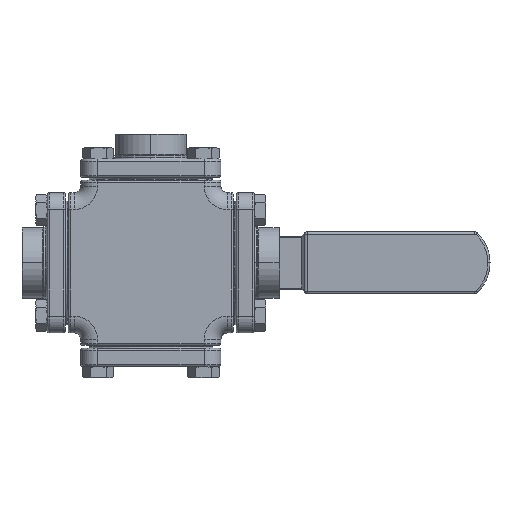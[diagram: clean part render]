
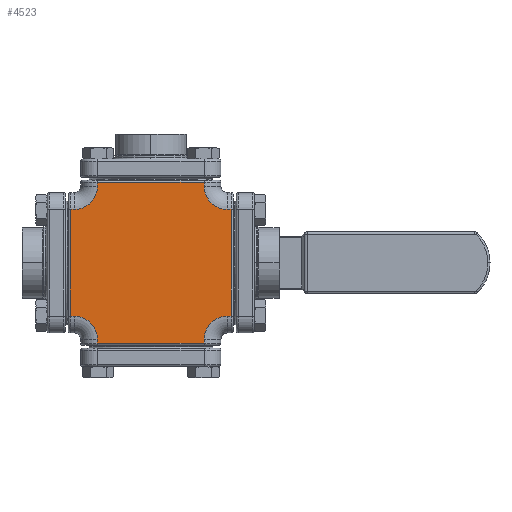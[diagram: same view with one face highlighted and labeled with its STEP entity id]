
A CAD part, front view. The second image highlights one B-rep face of the part: STEP entity #4523.
In plain terms, the highlighted planar face has unit normal (0, -1, 0).
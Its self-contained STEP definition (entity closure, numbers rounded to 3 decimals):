
#3364 = VERTEX_POINT ( 'NONE', #8292 ) ;
#3382 = VERTEX_POINT ( 'NONE', #8278 ) ;
#3393 = VERTEX_POINT ( 'NONE', #8271 ) ;
#3395 = VERTEX_POINT ( 'NONE', #8274 ) ;
#3396 = VERTEX_POINT ( 'NONE', #8269 ) ;
#3400 = VERTEX_POINT ( 'NONE', #8270 ) ;
#3409 = VERTEX_POINT ( 'NONE', #8261 ) ;
#3413 = VERTEX_POINT ( 'NONE', #8262 ) ;
#3415 = VERTEX_POINT ( 'NONE', #8257 ) ;
#3442 = VERTEX_POINT ( 'NONE', #8241 ) ;
#3444 = VERTEX_POINT ( 'NONE', #8244 ) ;
#3445 = VERTEX_POINT ( 'NONE', #8239 ) ;
#4523 = ADVANCED_FACE ( 'NONE', ( #18190 ), #12675, .F. ) ;
#5156 = EDGE_CURVE ( 'NONE', #26504, #26551, #18786, .T. ) ;
#5157 = EDGE_CURVE ( 'NONE', #26551, #3445, #18778, .T. ) ;
#5158 = EDGE_CURVE ( 'NONE', #3445, #26670, #18789, .T. ) ;
#5159 = EDGE_CURVE ( 'NONE', #26670, #3444, #18791, .T. ) ;
#5160 = EDGE_CURVE ( 'NONE', #3444, #3442, #18793, .T. ) ;
#5161 = EDGE_CURVE ( 'NONE', #3442, #26264, #18794, .T. ) ;
#5163 = EDGE_CURVE ( 'NONE', #26264, #3393, #18798, .T. ) ;
#5165 = EDGE_CURVE ( 'NONE', #3393, #3395, #18787, .T. ) ;
#5167 = EDGE_CURVE ( 'NONE', #3395, #3415, #18805, .T. ) ;
#5169 = EDGE_CURVE ( 'NONE', #3415, #3409, #18809, .T. ) ;
#5171 = EDGE_CURVE ( 'NONE', #3409, #3364, #18802, .T. ) ;
#5173 = EDGE_CURVE ( 'NONE', #3364, #3413, #18812, .T. ) ;
#5175 = EDGE_CURVE ( 'NONE', #3413, #3382, #18815, .T. ) ;
#5177 = EDGE_CURVE ( 'NONE', #3382, #3396, #18818, .T. ) ;
#5179 = EDGE_CURVE ( 'NONE', #3396, #3400, #18824, .T. ) ;
#5181 = EDGE_CURVE ( 'NONE', #3400, #26504, #6370, .T. ) ;
#6370 = CIRCLE ( 'NONE', #24315, 11. ) ;
#8239 = CARTESIAN_POINT ( 'NONE',  ( -25.5, -33.5, 38.4 ) ) ;
#8241 = CARTESIAN_POINT ( 'NONE',  ( -38.4, -33.5, 25.5 ) ) ;
#8244 = CARTESIAN_POINT ( 'NONE',  ( -36.5, -33.5, 25.5 ) ) ;
#8257 = CARTESIAN_POINT ( 'NONE',  ( -25.5, -33.5, -38.4 ) ) ;
#8261 = CARTESIAN_POINT ( 'NONE',  ( 25.5, -33.5, -38.4 ) ) ;
#8262 = CARTESIAN_POINT ( 'NONE',  ( 36.5, -33.5, -25.5 ) ) ;
#8269 = CARTESIAN_POINT ( 'NONE',  ( 38.4, -33.5, 25.5 ) ) ;
#8270 = CARTESIAN_POINT ( 'NONE',  ( 36.5, -33.5, 25.5 ) ) ;
#8271 = CARTESIAN_POINT ( 'NONE',  ( -36.5, -33.5, -25.5 ) ) ;
#8274 = CARTESIAN_POINT ( 'NONE',  ( -25.5, -33.5, -36.5 ) ) ;
#8278 = CARTESIAN_POINT ( 'NONE',  ( 38.4, -33.5, -25.5 ) ) ;
#8292 = CARTESIAN_POINT ( 'NONE',  ( 25.5, -33.5, -36.5 ) ) ;
#11479 = CARTESIAN_POINT ( 'NONE',  ( -38.4, -33.5, -25.5 ) ) ;
#11634 = CARTESIAN_POINT ( 'NONE',  ( 25.5, -33.5, 36.5 ) ) ;
#11663 = CARTESIAN_POINT ( 'NONE',  ( 25.5, -33.5, 38.4 ) ) ;
#11731 = CARTESIAN_POINT ( 'NONE',  ( -25.5, -33.5, 36.5 ) ) ;
#12081 = DIRECTION ( 'NONE',  ( 0., 0., 1. ) ) ;
#12082 = CARTESIAN_POINT ( 'NONE',  ( 25.5, -33.5, 0. ) ) ;
#12086 = DIRECTION ( 'NONE',  ( -1., 0., 0. ) ) ;
#12087 = CARTESIAN_POINT ( 'NONE',  ( -25.5, -33.5, 38.4 ) ) ;
#12091 = CARTESIAN_POINT ( 'NONE',  ( -39.4, -33.5, 25.5 ) ) ;
#12092 = DIRECTION ( 'NONE',  ( -1., 0., 0. ) ) ;
#12093 = CARTESIAN_POINT ( 'NONE',  ( -25.5, -33.5, 36.5 ) ) ;
#12094 = DIRECTION ( 'NONE',  ( 0., 0., -1. ) ) ;
#12096 = CARTESIAN_POINT ( 'NONE',  ( -36.5, -33.5, 36.5 ) ) ;
#12097 = DIRECTION ( 'NONE',  ( 0., 1., 0. ) ) ;
#12098 = DIRECTION ( 'NONE',  ( 0., 0., 1. ) ) ;
#12099 = CARTESIAN_POINT ( 'NONE',  ( -38.4, -33.5, -25.5 ) ) ;
#12100 = DIRECTION ( 'NONE',  ( 0., 0., -1. ) ) ;
#12103 = CARTESIAN_POINT ( 'NONE',  ( -86.821, -33.5, -25.5 ) ) ;
#12104 = DIRECTION ( 'NONE',  ( 1., 0., 0. ) ) ;
#12108 = CARTESIAN_POINT ( 'NONE',  ( -86.821, -33.5, -38.4 ) ) ;
#12109 = DIRECTION ( 'NONE',  ( 1., 0., 0. ) ) ;
#12110 = CARTESIAN_POINT ( 'NONE',  ( -36.5, -33.5, -36.5 ) ) ;
#12111 = DIRECTION ( 'NONE',  ( 0., 1., 0. ) ) ;
#12112 = DIRECTION ( 'NONE',  ( 0., 0., 1. ) ) ;
#12113 = CARTESIAN_POINT ( 'NONE',  ( -25.5, -33.5, -39.4 ) ) ;
#12114 = DIRECTION ( 'NONE',  ( 0., 0., -1. ) ) ;
#12115 = DIRECTION ( 'NONE',  ( 0., 0., 1. ) ) ;
#12119 = DIRECTION ( 'NONE',  ( 0., 0., 1. ) ) ;
#12120 = CARTESIAN_POINT ( 'NONE',  ( 25.5, -33.5, 0. ) ) ;
#12126 = DIRECTION ( 'NONE',  ( 1., 0., 0. ) ) ;
#12127 = CARTESIAN_POINT ( 'NONE',  ( 36.5, -33.5, -36.5 ) ) ;
#12128 = DIRECTION ( 'NONE',  ( 0., 1., 0. ) ) ;
#12129 = DIRECTION ( 'NONE',  ( 0., 0., 1. ) ) ;
#12130 = CARTESIAN_POINT ( 'NONE',  ( -86.821, -33.5, -25.5 ) ) ;
#12134 = DIRECTION ( 'NONE',  ( -1., 0., 0. ) ) ;
#12135 = CARTESIAN_POINT ( 'NONE',  ( 36.5, -33.5, 25.5 ) ) ;
#12136 = CARTESIAN_POINT ( 'NONE',  ( 38.4, -33.5, 0. ) ) ;
#12149 = CARTESIAN_POINT ( 'NONE',  ( 36.5, -33.5, 36.5 ) ) ;
#12150 = DIRECTION ( 'NONE',  ( 0., 1., 0. ) ) ;
#12151 = DIRECTION ( 'NONE',  ( 0., 0., 1. ) ) ;
#12674 = CARTESIAN_POINT ( 'NONE',  ( -86.821, -33.5, 0. ) ) ;
#12675 = PLANE ( 'NONE',  #23771 ) ;
#12677 = DIRECTION ( 'NONE',  ( 0., 1., 0. ) ) ;
#12678 = DIRECTION ( 'NONE',  ( 0., 0., 1. ) ) ;
#18190 = FACE_OUTER_BOUND ( 'NONE', #28251, .T. ) ;
#18778 = LINE ( 'NONE', #12087, #18790 ) ;
#18786 = LINE ( 'NONE', #12082, #18788 ) ;
#18787 = CIRCLE ( 'NONE', #24308, 11. ) ;
#18788 = VECTOR ( 'NONE', #12081, 1000. ) ;
#18789 = LINE ( 'NONE', #12093, #18792 ) ;
#18790 = VECTOR ( 'NONE', #12092, 1000. ) ;
#18791 = CIRCLE ( 'NONE', #24307, 11. ) ;
#18792 = VECTOR ( 'NONE', #12094, 1000. ) ;
#18793 = LINE ( 'NONE', #12091, #18795 ) ;
#18794 = LINE ( 'NONE', #12099, #18797 ) ;
#18795 = VECTOR ( 'NONE', #12086, 1000. ) ;
#18797 = VECTOR ( 'NONE', #12100, 1000. ) ;
#18798 = LINE ( 'NONE', #12103, #18801 ) ;
#18801 = VECTOR ( 'NONE', #12104, 1000. ) ;
#18802 = LINE ( 'NONE', #12120, #18814 ) ;
#18805 = LINE ( 'NONE', #12113, #18808 ) ;
#18808 = VECTOR ( 'NONE', #12114, 1000. ) ;
#18809 = LINE ( 'NONE', #12108, #18811 ) ;
#18811 = VECTOR ( 'NONE', #12109, 1000. ) ;
#18812 = CIRCLE ( 'NONE', #24311, 11. ) ;
#18814 = VECTOR ( 'NONE', #12115, 1000. ) ;
#18815 = LINE ( 'NONE', #12130, #18820 ) ;
#18818 = LINE ( 'NONE', #12136, #18823 ) ;
#18820 = VECTOR ( 'NONE', #12126, 1000. ) ;
#18823 = VECTOR ( 'NONE', #12119, 1000. ) ;
#18824 = LINE ( 'NONE', #12135, #24595 ) ;
#23771 = AXIS2_PLACEMENT_3D ( 'NONE', #12674, #12677, #12678 ) ;
#24307 = AXIS2_PLACEMENT_3D ( 'NONE', #12096, #12097, #12098 ) ;
#24308 = AXIS2_PLACEMENT_3D ( 'NONE', #12110, #12111, #12112 ) ;
#24311 = AXIS2_PLACEMENT_3D ( 'NONE', #12127, #12128, #12129 ) ;
#24315 = AXIS2_PLACEMENT_3D ( 'NONE', #12149, #12150, #12151 ) ;
#24595 = VECTOR ( 'NONE', #12134, 1000. ) ;
#26264 = VERTEX_POINT ( 'NONE', #11479 ) ;
#26504 = VERTEX_POINT ( 'NONE', #11634 ) ;
#26551 = VERTEX_POINT ( 'NONE', #11663 ) ;
#26670 = VERTEX_POINT ( 'NONE', #11731 ) ;
#27843 = ORIENTED_EDGE ( 'NONE', *, *, #5173, .T. ) ;
#27849 = ORIENTED_EDGE ( 'NONE', *, *, #5165, .T. ) ;
#27850 = ORIENTED_EDGE ( 'NONE', *, *, #5171, .T. ) ;
#27851 = ORIENTED_EDGE ( 'NONE', *, *, #5175, .T. ) ;
#27852 = ORIENTED_EDGE ( 'NONE', *, *, #5167, .T. ) ;
#27853 = ORIENTED_EDGE ( 'NONE', *, *, #5181, .T. ) ;
#27854 = ORIENTED_EDGE ( 'NONE', *, *, #5177, .T. ) ;
#27856 = ORIENTED_EDGE ( 'NONE', *, *, #5179, .T. ) ;
#27857 = ORIENTED_EDGE ( 'NONE', *, *, #5169, .T. ) ;
#27858 = ORIENTED_EDGE ( 'NONE', *, *, #5159, .T. ) ;
#27859 = ORIENTED_EDGE ( 'NONE', *, *, #5161, .T. ) ;
#27860 = ORIENTED_EDGE ( 'NONE', *, *, #5158, .T. ) ;
#27861 = ORIENTED_EDGE ( 'NONE', *, *, #5157, .T. ) ;
#27862 = ORIENTED_EDGE ( 'NONE', *, *, #5163, .T. ) ;
#27864 = ORIENTED_EDGE ( 'NONE', *, *, #5160, .T. ) ;
#27865 = ORIENTED_EDGE ( 'NONE', *, *, #5156, .T. ) ;
#28251 = EDGE_LOOP ( 'NONE', ( #27865, #27861, #27860, #27858, #27864, #27859, #27862, #27849, #27852, #27857, #27850, #27843, #27851, #27854, #27856, #27853 ) ) ;
